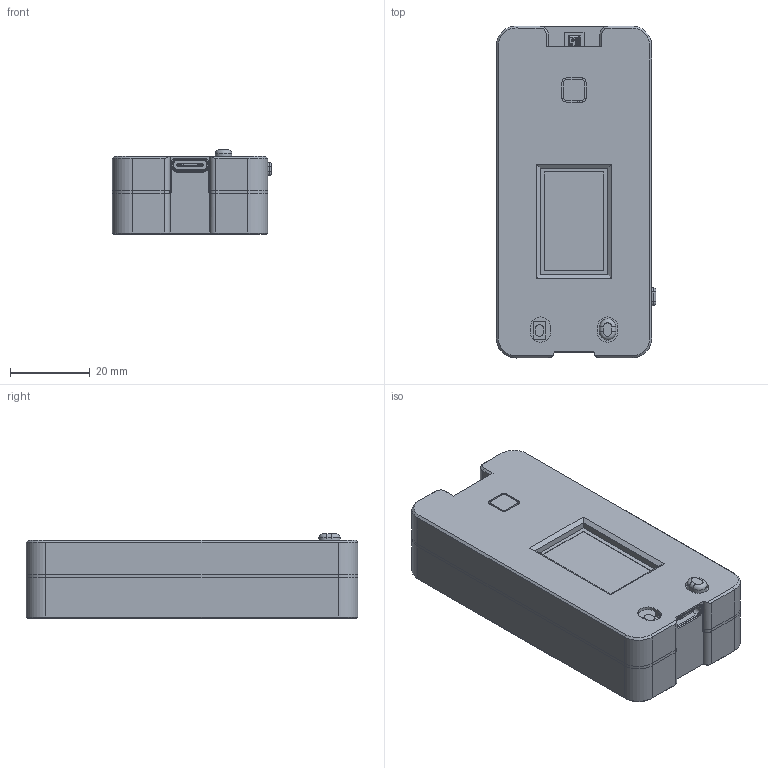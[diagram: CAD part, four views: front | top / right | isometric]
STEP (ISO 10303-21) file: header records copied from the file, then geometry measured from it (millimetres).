
FILE_DESCRIPTION(/* description */ (''),/* implementation_level */ '2;1');
FILE_NAME(/* name */ 'fd4a6538-084e-4f21-9e03-4546fa2fd645.stp',/* time_stamp */ '2020-10-17T23:40:32+00:00',/* author */ (''),/* organization */ (''),/* preprocessor_version */ 'ST-DEVELOPER v18.1',/* originating_system */ 'Autodesk Translation Framework v9.3.0.1241',/* authorisation */ '');
FILE_SCHEMA (('AUTOMOTIVE_DESIGN { 1 0 10303 214 3 1 1 }'));
Products named in the file (11): Monitor TFT; TTGO T-Display; USB Type C Port (SMD Type); BME-680; LiPo 1200 10x28x53; WS2812_RGB_LED_PCB; Buttons; Bottom; MH-Z19; LED Screen; Reset Button
Assembly tree (10 placements, depth 3):
  Monitor TFT
    TTGO T-Display
      USB Type C Port (SMD Type)
    BME-680
    LiPo 1200 10x28x53
    WS2812_RGB_LED_PCB
    Buttons
    Bottom
      MH-Z19
    LED Screen
    Reset Button
Bounding box: 40 x 83.25 x 21.17 mm (x, y, z)
Volume: 40800.3 mm3; surface area: 33896.6 mm2
Topology: 70 solids, 70 shells, 2193 faces, 5631 edges, 3618 vertices
Faces by surface type: plane 1413, cylinder 467, bspline 218, sphere 50, cone 23, torus 22
Full cylindrical faces by diameter (mm): 0.037 x4, 0.15 x2, 0.35 x2, 0.5 x2, 0.572 x1, 0.65 x10, 1 x30, 1.146 x1, 1.8 x2, 2 x2, 2.1 x4, 2.5 x4, 5 x4, 6 x1
Entity records: 68846 total; most frequent: CARTESIAN_POINT 14437, ORIENTED_EDGE 11164, DIRECTION 10180, EDGE_CURVE 5582, LINE 4124, VECTOR 4124, VERTEX_POINT 3618, AXIS2_PLACEMENT_3D 3028
